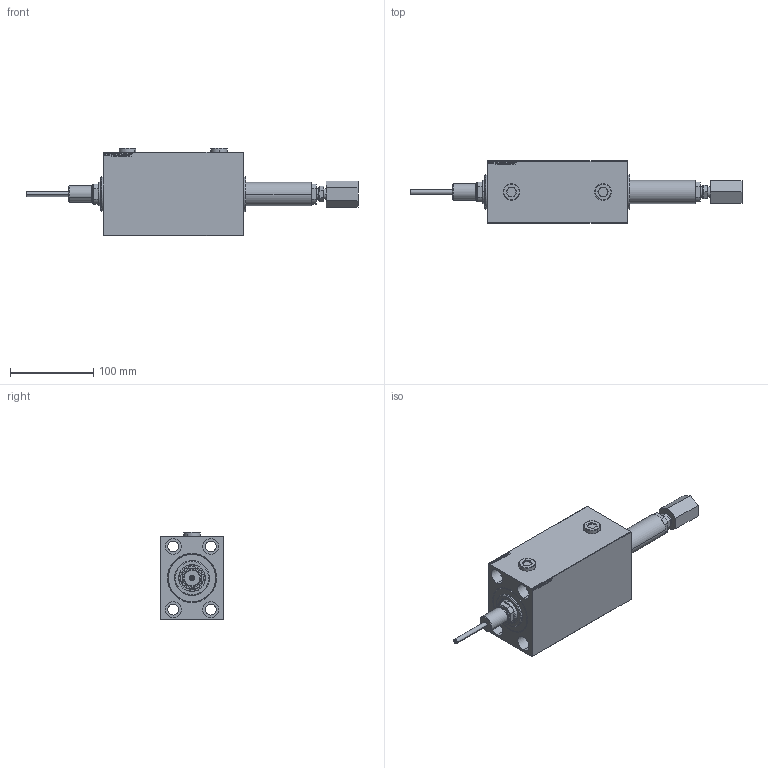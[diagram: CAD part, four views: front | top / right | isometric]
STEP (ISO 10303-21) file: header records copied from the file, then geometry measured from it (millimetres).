
FILE_DESCRIPTION (( 'STEP AP203' ), '1' );
FILE_NAME ('0db7.STEP', '2023-03-16T16:56:49', ( '' ), ( '' ), 'SwSTEP 2.0', 'SolidWorks 2019', '' );
FILE_SCHEMA (( 'CONFIG_CONTROL_DESIGN' ));
Length unit declared in the file: millimetre
Products named in the file (7): V450DCP_B_RodCooling_ACCESSORIES 2a56723868e194ee4fafa2ff599d4849; V450DCP_C_Body 2a56723868e194ee4fafa2ff599d4849; V450DCP_B_VCP 2a56723868e194ee4fafa2ff599d4849; V450CP_MALE_METRIC 2a56723868e194ee4fafa2ff599d4849; PLUG 2a56723868e194ee4fafa2ff599d4849; 0db7; V450DCP_VC_B 2a56723868e194ee4fafa2ff599d4849
Assembly tree (7 placements, depth 2):
  0db7
    V450DCP_C_Body 2a56723868e194ee4fafa2ff599d4849
    V450DCP_B_RodCooling_ACCESSORIES 2a56723868e194ee4fafa2ff599d4849
    V450CP_MALE_METRIC 2a56723868e194ee4fafa2ff599d4849
    V450DCP_B_VCP 2a56723868e194ee4fafa2ff599d4849
    V450DCP_VC_B 2a56723868e194ee4fafa2ff599d4849
    PLUG 2a56723868e194ee4fafa2ff599d4849  x2
Bounding box: 399.2 x 75 x 104.9 mm (x, y, z)
Volume: 1133981.2 mm3; surface area: 198361.7 mm2
Topology: 7 solids, 7 shells, 1024 faces, 2558 edges, 1682 vertices
Faces by surface type: plane 480, bspline 380, cylinder 122, cone 34, torus 8
Entity records: 48495 total; most frequent: CARTESIAN_POINT 26027, ORIENTED_EDGE 5036, DIRECTION 3278, EDGE_CURVE 2518, VERTEX_POINT 1658, VECTOR 1452, LINE 1452, EDGE_LOOP 1162
